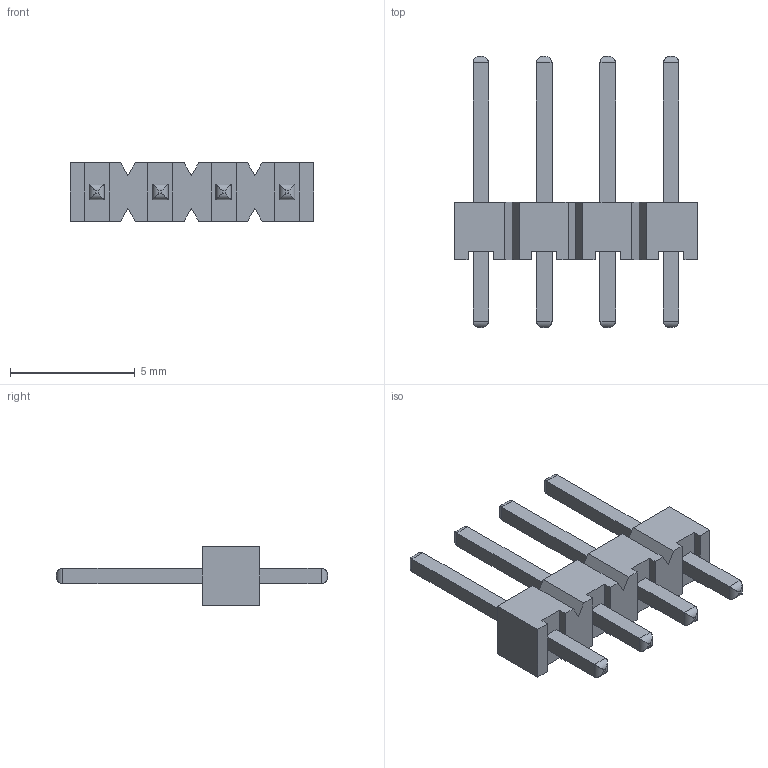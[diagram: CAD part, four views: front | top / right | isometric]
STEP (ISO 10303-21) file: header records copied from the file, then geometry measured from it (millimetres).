
FILE_DESCRIPTION (( 'STEP AP214' ), '1' );
FILE_NAME ('User Library-Header 4 Vertical.STEP', '2016-03-10T19:37:33', ( 'Windows User' ), ( '' ), 'SwSTEP 2.0', 'SolidWorks 2016', '' );
FILE_SCHEMA (( 'AUTOMOTIVE_DESIGN' ));
Length unit declared in the file: millimetre
Products named in the file (1): User Library-Header 4 Vertical
Bounding box: 9.75 x 10.85 x 2.34 mm (x, y, z)
Volume: 60.5 mm3; surface area: 196.7 mm2
Topology: 1 solids, 1 shells, 112 faces, 274 edges, 172 vertices
Faces by surface type: plane 80, cylinder 32
Entity records: 4448 total; most frequent: CARTESIAN_POINT 655, ORIENTED_EDGE 548, DIRECTION 468, EDGE_CURVE 274, VECTOR 242, LINE 242, VERTEX_POINT 172, EDGE_LOOP 120
